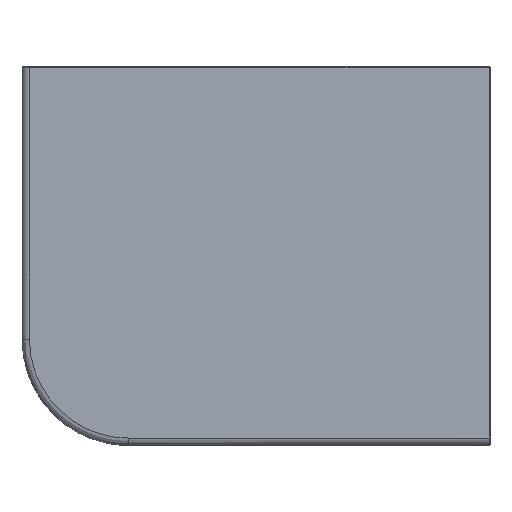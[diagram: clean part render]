
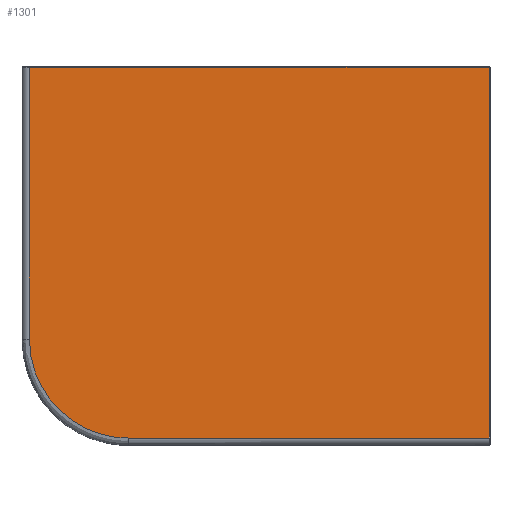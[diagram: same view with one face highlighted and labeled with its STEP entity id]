
A CAD part, top view. The second image highlights one B-rep face of the part: STEP entity #1301.
In plain terms, the highlighted face is planar.
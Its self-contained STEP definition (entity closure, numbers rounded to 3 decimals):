
#448=(
BOUNDED_CURVE()
B_SPLINE_CURVE(2,(#11713,#11714,#11715),.UNSPECIFIED.,.F.,.F.)
B_SPLINE_CURVE_WITH_KNOTS((3,3),(-208.916,0.),.UNSPECIFIED.)
CURVE()
GEOMETRIC_REPRESENTATION_ITEM()
RATIONAL_B_SPLINE_CURVE((1.,0.707,1.))
REPRESENTATION_ITEM('')
);
#1301=ADVANCED_FACE('',(#1660),#6385,.T.);
#1660=FACE_OUTER_BOUND('',#2019,.T.);
#2019=EDGE_LOOP('',(#3968,#3969,#3970,#3971,#3972));
#3968=ORIENTED_EDGE('',*,*,#5010,.T.);
#3969=ORIENTED_EDGE('',*,*,#5011,.T.);
#3970=ORIENTED_EDGE('',*,*,#5012,.T.);
#3971=ORIENTED_EDGE('',*,*,#5013,.T.);
#3972=ORIENTED_EDGE('',*,*,#5021,.T.);
#5010=EDGE_CURVE('',#6245,#6246,#5585,.T.);
#5011=EDGE_CURVE('',#6246,#6247,#5586,.T.);
#5012=EDGE_CURVE('',#6247,#6248,#5587,.T.);
#5013=EDGE_CURVE('',#6248,#6249,#5588,.T.);
#5021=EDGE_CURVE('',#6249,#6245,#448,.T.);
#5585=B_SPLINE_CURVE_WITH_KNOTS('',1,(#11689,#11690),.UNSPECIFIED.,.F.,
 .F.,(2,2),(0.,486.),.UNSPECIFIED.);
#5586=B_SPLINE_CURVE_WITH_KNOTS('',1,(#11691,#11692),.UNSPECIFIED.,.F.,
 .F.,(2,2),(0.,499.),.UNSPECIFIED.);
#5587=B_SPLINE_CURVE_WITH_KNOTS('',1,(#11693,#11694),.UNSPECIFIED.,.F.,
 .F.,(2,2),(0.,619.),.UNSPECIFIED.);
#5588=B_SPLINE_CURVE_WITH_KNOTS('',1,(#11695,#11696),.UNSPECIFIED.,.F.,
 .F.,(2,2),(0.,366.),.UNSPECIFIED.);
#6245=VERTEX_POINT('',#11663);
#6246=VERTEX_POINT('',#11664);
#6247=VERTEX_POINT('',#11665);
#6248=VERTEX_POINT('',#11666);
#6249=VERTEX_POINT('',#11667);
#6385=PLANE('',#7010);
#7010=AXIS2_PLACEMENT_3D('',#11066,#7415,$);
#7415=DIRECTION('',(0.,1.,0.));
#11066=CARTESIAN_POINT('',(-436.9,20.,-303.9));
#11663=CARTESIAN_POINT('',(-242.,20.,245.));
#11664=CARTESIAN_POINT('',(244.,20.,245.));
#11665=CARTESIAN_POINT('',(244.,20.,-254.));
#11666=CARTESIAN_POINT('',(-375.,20.,-254.));
#11667=CARTESIAN_POINT('',(-375.,20.,112.));
#11689=CARTESIAN_POINT('',(-242.,20.,245.));
#11690=CARTESIAN_POINT('',(244.,20.,245.));
#11691=CARTESIAN_POINT('',(244.,20.,245.));
#11692=CARTESIAN_POINT('',(244.,20.,-254.));
#11693=CARTESIAN_POINT('',(244.,20.,-254.));
#11694=CARTESIAN_POINT('',(-375.,20.,-254.));
#11695=CARTESIAN_POINT('',(-375.,20.,-254.));
#11696=CARTESIAN_POINT('',(-375.,20.,112.));
#11713=CARTESIAN_POINT('',(-375.,20.,112.));
#11714=CARTESIAN_POINT('',(-375.,20.,245.));
#11715=CARTESIAN_POINT('',(-242.,20.,245.));
